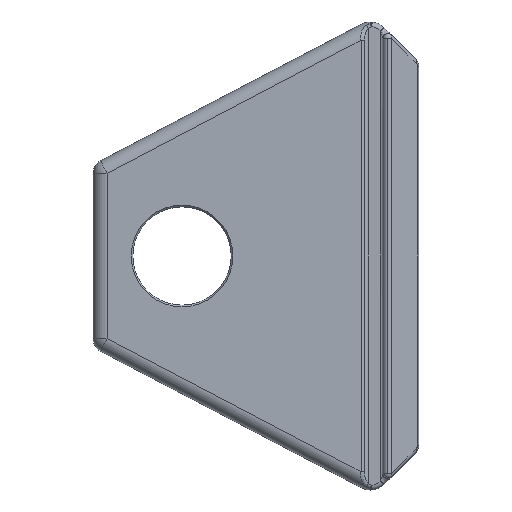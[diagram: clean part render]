
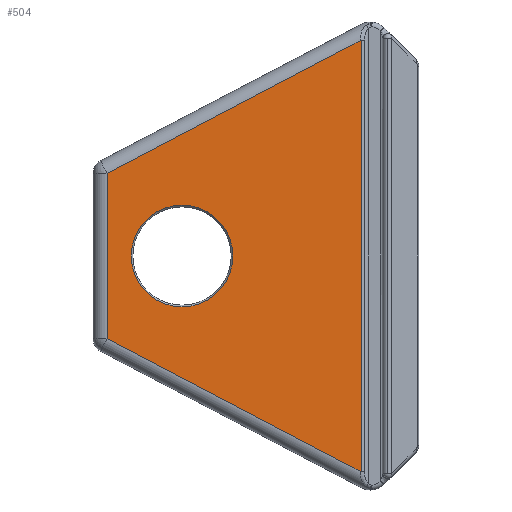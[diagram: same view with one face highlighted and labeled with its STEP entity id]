
A CAD part, left-side view. The second image highlights one B-rep face of the part: STEP entity #504.
In plain terms, the highlighted planar face has unit normal (-1, 0, 0).
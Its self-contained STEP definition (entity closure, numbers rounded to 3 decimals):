
#8 = EDGE_CURVE ( 'NONE', #2166, #2374, #481, .T. ) ;
#65 = CARTESIAN_POINT ( 'NONE',  ( -2.75, 2.38, 23.04 ) ) ;
#254 = AXIS2_PLACEMENT_3D ( 'NONE', #1275, #2993, #1510 ) ;
#263 = CARTESIAN_POINT ( 'NONE',  ( -2.75, 29.5, 25.5 ) ) ;
#292 = VERTEX_POINT ( 'NONE', #1047 ) ;
#327 = LINE ( 'NONE', #263, #2875 ) ;
#343 = ORIENTED_EDGE ( 'NONE', *, *, #3097, .T. ) ;
#397 = CARTESIAN_POINT ( 'NONE',  ( -2.75, 2.38, 25.5 ) ) ;
#475 = VERTEX_POINT ( 'NONE', #2559 ) ;
#481 = LINE ( 'NONE', #549, #3013 ) ;
#496 = CARTESIAN_POINT ( 'NONE',  ( -2.75, 21.5, 0. ) ) ;
#497 = DIRECTION ( 'NONE',  ( 0., 1., 0. ) ) ;
#504 = ADVANCED_FACE ( 'NONE', ( #1564, #2810 ), #1590, .F. ) ;
#505 = DIRECTION ( 'NONE',  ( 0., 0., -1. ) ) ;
#549 = CARTESIAN_POINT ( 'NONE',  ( -2.75, 22.325, -12.598 ) ) ;
#568 = VECTOR ( 'NONE', #1733, 1000. ) ;
#624 = ORIENTED_EDGE ( 'NONE', *, *, #2178, .T. ) ;
#684 = EDGE_CURVE ( 'NONE', #1830, #2374, #2601, .T. ) ;
#702 = AXIS2_PLACEMENT_3D ( 'NONE', #397, #1950, #497 ) ;
#754 = DIRECTION ( 'NONE',  ( 0., 1., 0. ) ) ;
#793 = DIRECTION ( 'NONE',  ( 0., -0.886, -0.464 ) ) ;
#987 = VECTOR ( 'NONE', #1959, 1000. ) ;
#1047 = CARTESIAN_POINT ( 'NONE',  ( -2.75, 21.5, -5.43 ) ) ;
#1065 = LINE ( 'NONE', #1948, #987 ) ;
#1275 = CARTESIAN_POINT ( 'NONE',  ( -2.75, 21.5, 0. ) ) ;
#1429 = ORIENTED_EDGE ( 'NONE', *, *, #684, .F. ) ;
#1510 = DIRECTION ( 'NONE',  ( 0., 1., 0. ) ) ;
#1542 = CARTESIAN_POINT ( 'NONE',  ( -2.75, 2.38, 25.5 ) ) ;
#1548 = EDGE_LOOP ( 'NONE', ( #2583, #2587, #1429, #624 ) ) ;
#1564 = FACE_BOUND ( 'NONE', #2304, .T. ) ;
#1590 = PLANE ( 'NONE',  #702 ) ;
#1708 = CARTESIAN_POINT ( 'NONE',  ( -2.75, 29.5, -8.842 ) ) ;
#1733 = DIRECTION ( 'NONE',  ( 0., 0., -1. ) ) ;
#1812 = AXIS2_PLACEMENT_3D ( 'NONE', #496, #2194, #754 ) ;
#1830 = VERTEX_POINT ( 'NONE', #65 ) ;
#1948 = CARTESIAN_POINT ( 'NONE',  ( -2.75, 1.369, 23.569 ) ) ;
#1950 = DIRECTION ( 'NONE',  ( 1., 0., 0. ) ) ;
#1959 = DIRECTION ( 'NONE',  ( 0., 0.886, -0.464 ) ) ;
#2152 = EDGE_CURVE ( 'NONE', #292, #475, #2369, .T. ) ;
#2166 = VERTEX_POINT ( 'NONE', #1708 ) ;
#2169 = EDGE_CURVE ( 'NONE', #3073, #2166, #327, .T. ) ;
#2178 = EDGE_CURVE ( 'NONE', #1830, #3073, #1065, .T. ) ;
#2194 = DIRECTION ( 'NONE',  ( 1., 0., 0. ) ) ;
#2281 = CIRCLE ( 'NONE', #254, 5.43 ) ;
#2304 = EDGE_LOOP ( 'NONE', ( #343, #2452 ) ) ;
#2369 = CIRCLE ( 'NONE', #1812, 5.43 ) ;
#2374 = VERTEX_POINT ( 'NONE', #2779 ) ;
#2452 = ORIENTED_EDGE ( 'NONE', *, *, #2152, .T. ) ;
#2485 = CARTESIAN_POINT ( 'NONE',  ( -2.75, 29.5, 8.842 ) ) ;
#2559 = CARTESIAN_POINT ( 'NONE',  ( -2.75, 21.5, 5.43 ) ) ;
#2583 = ORIENTED_EDGE ( 'NONE', *, *, #2169, .T. ) ;
#2587 = ORIENTED_EDGE ( 'NONE', *, *, #8, .T. ) ;
#2601 = LINE ( 'NONE', #1542, #568 ) ;
#2779 = CARTESIAN_POINT ( 'NONE',  ( -2.75, 2.38, -23.04 ) ) ;
#2810 = FACE_OUTER_BOUND ( 'NONE', #1548, .T. ) ;
#2875 = VECTOR ( 'NONE', #505, 1000. ) ;
#2993 = DIRECTION ( 'NONE',  ( 1., 0., 0. ) ) ;
#3013 = VECTOR ( 'NONE', #793, 1000. ) ;
#3073 = VERTEX_POINT ( 'NONE', #2485 ) ;
#3097 = EDGE_CURVE ( 'NONE', #475, #292, #2281, .T. ) ;
